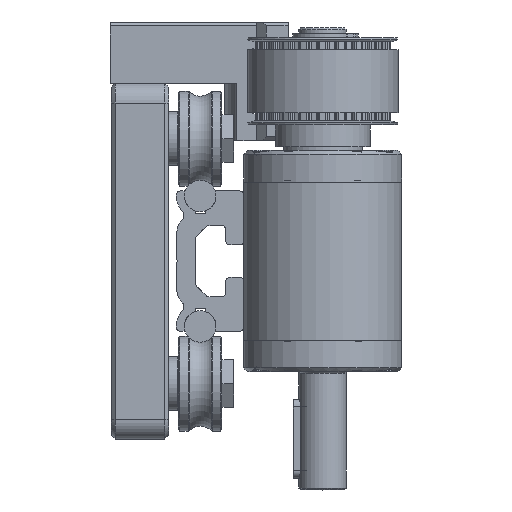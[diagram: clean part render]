
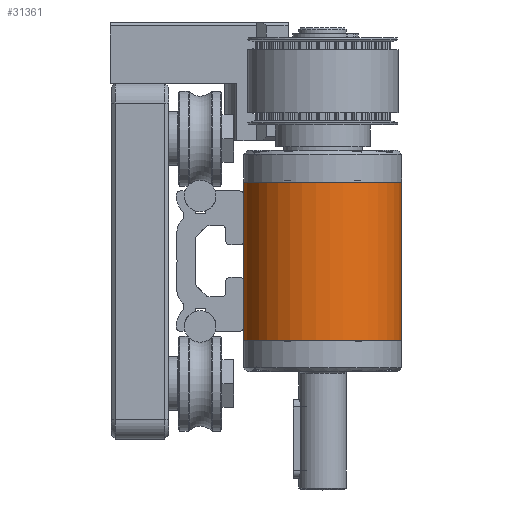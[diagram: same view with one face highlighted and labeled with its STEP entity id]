
A CAD part, left-side view. The second image highlights one B-rep face of the part: STEP entity #31361.
In plain terms, the highlighted cylindrical face has radius 20 mm (diameter 40 mm), a partial arc.
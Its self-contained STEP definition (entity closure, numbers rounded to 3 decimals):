
#2822 = EDGE_CURVE ( 'NONE', #51841, #94647, #32915, .T. ) ;
#4522 = LINE ( 'NONE', #9365, #44285 ) ;
#6301 = VERTEX_POINT ( 'NONE', #61810 ) ;
#6584 = CARTESIAN_POINT ( 'NONE',  ( -22.5, 0., -20. ) ) ;
#8939 = DIRECTION ( 'NONE',  ( 0., 0., -1. ) ) ;
#9365 = CARTESIAN_POINT ( 'NONE',  ( -6.5, 12., 0. ) ) ;
#12229 = EDGE_CURVE ( 'NONE', #94647, #23448, #71315, .T. ) ;
#13377 = DIRECTION ( 'NONE',  ( 0., 0., 1. ) ) ;
#13606 = DIRECTION ( 'NONE',  ( -0.924, 0.383, 0. ) ) ;
#14771 = CIRCLE ( 'NONE', #47732, 20. ) ;
#17590 = EDGE_LOOP ( 'NONE', ( #69522, #23867, #88132, #30608 ) ) ;
#20581 = DIRECTION ( 'NONE',  ( -0.924, 0.383, 0. ) ) ;
#23448 = VERTEX_POINT ( 'NONE', #54845 ) ;
#23867 = ORIENTED_EDGE ( 'NONE', *, *, #12229, .F. ) ;
#30608 = ORIENTED_EDGE ( 'NONE', *, *, #60526, .F. ) ;
#31361 = ADVANCED_FACE ( 'NONE', ( #45813 ), #52815, .T. ) ;
#32545 = DIRECTION ( 'NONE',  ( 0., 0., 1. ) ) ;
#32915 = CIRCLE ( 'NONE', #93795, 20. ) ;
#44285 = VECTOR ( 'NONE', #32545, 1000. ) ;
#44900 = CARTESIAN_POINT ( 'NONE',  ( -6.5, 12., 20. ) ) ;
#45813 = FACE_OUTER_BOUND ( 'NONE', #17590, .T. ) ;
#46718 = VECTOR ( 'NONE', #8939, 1000. ) ;
#47732 = AXIS2_PLACEMENT_3D ( 'NONE', #6584, #51753, #81853 ) ;
#51321 = DIRECTION ( 'NONE',  ( 0., 0., -1. ) ) ;
#51420 = CARTESIAN_POINT ( 'NONE',  ( -22.5, 0., 20. ) ) ;
#51511 = CARTESIAN_POINT ( 'NONE',  ( -6.5, -12., 20. ) ) ;
#51753 = DIRECTION ( 'NONE',  ( 0., 0., -1. ) ) ;
#51841 = VERTEX_POINT ( 'NONE', #44900 ) ;
#52815 = CYLINDRICAL_SURFACE ( 'NONE', #56486, 20. ) ;
#54845 = CARTESIAN_POINT ( 'NONE',  ( -6.5, -12., -20. ) ) ;
#56486 = AXIS2_PLACEMENT_3D ( 'NONE', #58528, #51321, #13606 ) ;
#58528 = CARTESIAN_POINT ( 'NONE',  ( -22.5, 0., 20. ) ) ;
#60526 = EDGE_CURVE ( 'NONE', #6301, #51841, #4522, .T. ) ;
#61056 = CARTESIAN_POINT ( 'NONE',  ( -6.5, -12., 0. ) ) ;
#61810 = CARTESIAN_POINT ( 'NONE',  ( -6.5, 12., -20. ) ) ;
#67465 = EDGE_CURVE ( 'NONE', #23448, #6301, #14771, .T. ) ;
#69522 = ORIENTED_EDGE ( 'NONE', *, *, #67465, .F. ) ;
#71315 = LINE ( 'NONE', #61056, #46718 ) ;
#81853 = DIRECTION ( 'NONE',  ( -0.924, 0.383, 0. ) ) ;
#88132 = ORIENTED_EDGE ( 'NONE', *, *, #2822, .F. ) ;
#93795 = AXIS2_PLACEMENT_3D ( 'NONE', #51420, #13377, #20581 ) ;
#94647 = VERTEX_POINT ( 'NONE', #51511 ) ;
